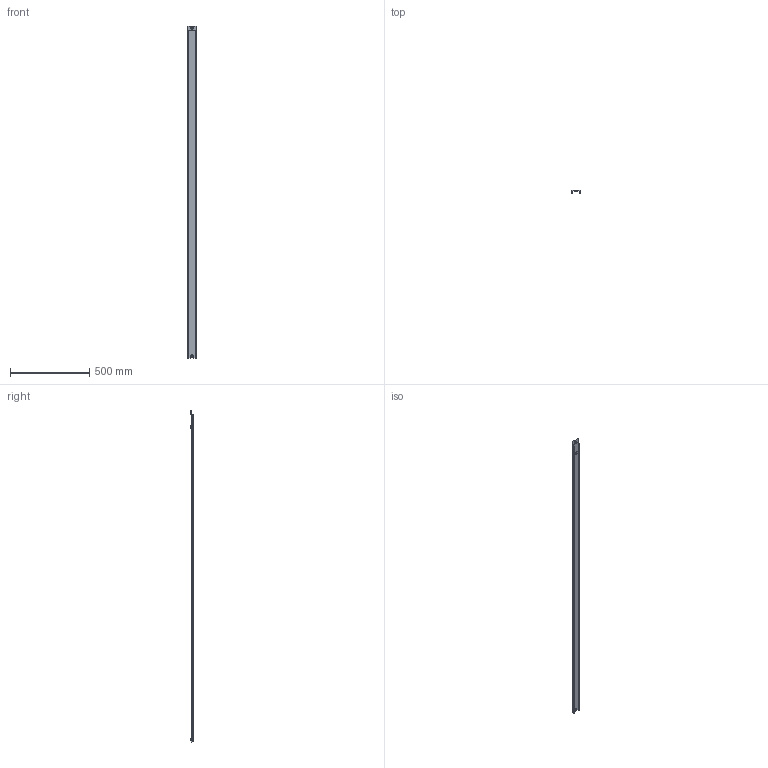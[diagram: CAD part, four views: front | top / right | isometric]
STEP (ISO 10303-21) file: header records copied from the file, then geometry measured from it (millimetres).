
FILE_DESCRIPTION (( 'STEP AP214' ), '1' );
FILE_NAME ('CLP1K-050-2_Êðûøêà íà ëîòîê îñí. 50õ2000ìì IEK.STEP', '2020-07-11T10:01:49', ( 'Igoran' ), ( '' ), 'SwSTEP 2.0', 'SolidWorks 2017', '' );
FILE_SCHEMA (( 'AUTOMOTIVE_DESIGN' ));
Length unit declared in the file: millimetre
Products named in the file (1): CLP1K-050-2_Êðûøêà íà ëîòîê îñí. 50õ2000ìì IEK
Bounding box: 54.4 x 17.64 x 2100 mm (x, y, z)
Volume: 123595.8 mm3; surface area: 356321.1 mm2
Topology: 1 solids, 1 shells, 177 faces, 449 edges, 284 vertices
Faces by surface type: plane 101, cylinder 36, torus 21, bspline 11, cone 8
Entity records: 7726 total; most frequent: CARTESIAN_POINT 3452, ORIENTED_EDGE 898, DIRECTION 860, EDGE_CURVE 449, AXIS2_PLACEMENT_3D 294, VERTEX_POINT 284, LINE 272, VECTOR 272
